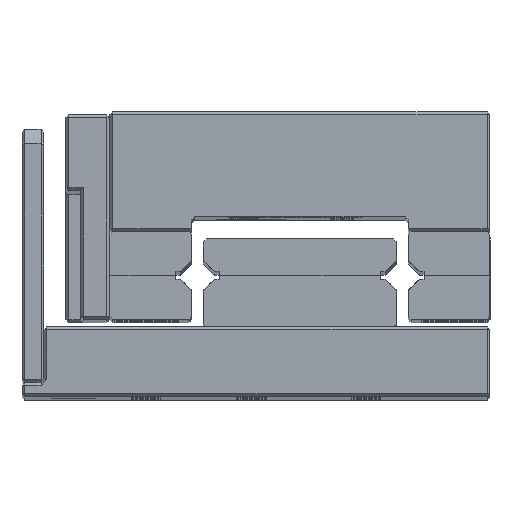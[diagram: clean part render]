
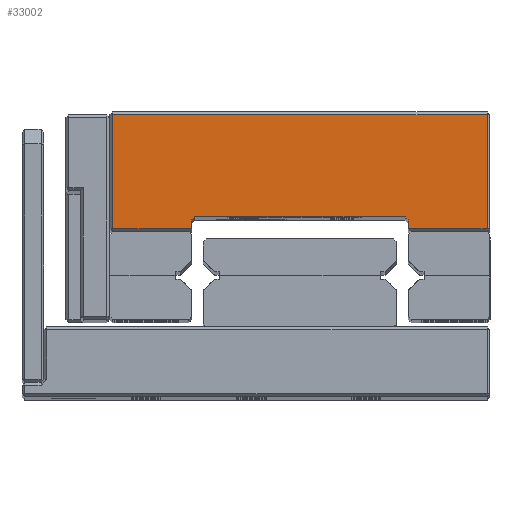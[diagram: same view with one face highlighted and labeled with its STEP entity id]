
A CAD part, top view. The second image highlights one B-rep face of the part: STEP entity #33002.
In plain terms, the highlighted face is planar.
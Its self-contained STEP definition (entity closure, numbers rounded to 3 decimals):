
#683 = LINE ( 'NONE', #20528, #4344 ) ;
#829 = EDGE_CURVE ( 'NONE', #12241, #9779, #28524, .T. ) ;
#1511 = VERTEX_POINT ( 'NONE', #10025 ) ;
#1813 = CARTESIAN_POINT ( 'NONE',  ( 67.5, 8., -12.8 ) ) ;
#3341 = CARTESIAN_POINT ( 'NONE',  ( 67.5, 7.2, 7.4 ) ) ;
#3355 = VECTOR ( 'NONE', #20184, 1000. ) ;
#3437 = LINE ( 'NONE', #12339, #12903 ) ;
#3536 = EDGE_CURVE ( 'NONE', #16743, #9779, #27375, .T. ) ;
#3959 = CARTESIAN_POINT ( 'NONE',  ( 67.5, 8., -13. ) ) ;
#4344 = VECTOR ( 'NONE', #12008, 1000. ) ;
#5081 = VERTEX_POINT ( 'NONE', #25184 ) ;
#5192 = CARTESIAN_POINT ( 'NONE',  ( 67.5, 7.8, -12.8 ) ) ;
#5536 = EDGE_LOOP ( 'NONE', ( #18129, #18180, #23270, #7175, #6988, #14690, #23307, #35832, #21551, #27988 ) ) ;
#6223 = DIRECTION ( 'NONE',  ( 0., 0., 1. ) ) ;
#6842 = CARTESIAN_POINT ( 'NONE',  ( 67.5, 0., -12.8 ) ) ;
#6958 = CARTESIAN_POINT ( 'NONE',  ( 67.5, 10.4, -10.6 ) ) ;
#6988 = ORIENTED_EDGE ( 'NONE', *, *, #17085, .T. ) ;
#7175 = ORIENTED_EDGE ( 'NONE', *, *, #27193, .T. ) ;
#9779 = VERTEX_POINT ( 'NONE', #31318 ) ;
#10025 = CARTESIAN_POINT ( 'NONE',  ( 67.5, 7., -7.2 ) ) ;
#11292 = EDGE_CURVE ( 'NONE', #17312, #24533, #683, .T. ) ;
#12008 = DIRECTION ( 'NONE',  ( 0., 0.707, 0.707 ) ) ;
#12241 = VERTEX_POINT ( 'NONE', #25627 ) ;
#12339 = CARTESIAN_POINT ( 'NONE',  ( 67.5, 7.8, -13. ) ) ;
#12903 = VECTOR ( 'NONE', #6223, 1000. ) ;
#13283 = EDGE_CURVE ( 'NONE', #24533, #33914, #22219, .T. ) ;
#14056 = CARTESIAN_POINT ( 'NONE',  ( 67.5, 7., 7.4 ) ) ;
#14252 = VECTOR ( 'NONE', #35362, 1000. ) ;
#14570 = CARTESIAN_POINT ( 'NONE',  ( 67.5, 7., 7.2 ) ) ;
#14690 = ORIENTED_EDGE ( 'NONE', *, *, #3536, .T. ) ;
#15209 = CARTESIAN_POINT ( 'NONE',  ( 67.5, 7.8, 12.8 ) ) ;
#16548 = VERTEX_POINT ( 'NONE', #15209 ) ;
#16743 = VERTEX_POINT ( 'NONE', #5192 ) ;
#17085 = EDGE_CURVE ( 'NONE', #35648, #16743, #35738, .T. ) ;
#17248 = LINE ( 'NONE', #20212, #22463 ) ;
#17312 = VERTEX_POINT ( 'NONE', #14570 ) ;
#17398 = CARTESIAN_POINT ( 'NONE',  ( 67.5, 7., -7.4 ) ) ;
#17785 = DIRECTION ( 'NONE',  ( 0., -1., 0. ) ) ;
#18129 = ORIENTED_EDGE ( 'NONE', *, *, #13283, .T. ) ;
#18180 = ORIENTED_EDGE ( 'NONE', *, *, #28432, .T. ) ;
#18229 = CARTESIAN_POINT ( 'NONE',  ( 67.5, 7., -7.4 ) ) ;
#18451 = DIRECTION ( 'NONE',  ( 0., -0.707, 0.707 ) ) ;
#18815 = EDGE_CURVE ( 'NONE', #12241, #1511, #21611, .T. ) ;
#20184 = DIRECTION ( 'NONE',  ( 0., 1., 0. ) ) ;
#20212 = CARTESIAN_POINT ( 'NONE',  ( 67.5, 8., 12.8 ) ) ;
#20528 = CARTESIAN_POINT ( 'NONE',  ( 67.5, -2.6, -2.4 ) ) ;
#20840 = LINE ( 'NONE', #18229, #34026 ) ;
#21400 = DIRECTION ( 'NONE',  ( -1., 0., 0. ) ) ;
#21551 = ORIENTED_EDGE ( 'NONE', *, *, #22081, .F. ) ;
#21611 = LINE ( 'NONE', #6958, #33297 ) ;
#21999 = DIRECTION ( 'NONE',  ( 0., 0., 1. ) ) ;
#22081 = EDGE_CURVE ( 'NONE', #17312, #1511, #20840, .T. ) ;
#22219 = LINE ( 'NONE', #14056, #33443 ) ;
#22463 = VECTOR ( 'NONE', #17785, 1000. ) ;
#23270 = ORIENTED_EDGE ( 'NONE', *, *, #35259, .T. ) ;
#23307 = ORIENTED_EDGE ( 'NONE', *, *, #829, .F. ) ;
#23431 = FACE_OUTER_BOUND ( 'NONE', #5536, .T. ) ;
#24533 = VERTEX_POINT ( 'NONE', #3341 ) ;
#25184 = CARTESIAN_POINT ( 'NONE',  ( 67.5, 0., 12.8 ) ) ;
#25627 = CARTESIAN_POINT ( 'NONE',  ( 67.5, 7.2, -7.4 ) ) ;
#27095 = VECTOR ( 'NONE', #33360, 1000. ) ;
#27193 = EDGE_CURVE ( 'NONE', #5081, #35648, #28169, .T. ) ;
#27375 = LINE ( 'NONE', #29976, #32921 ) ;
#27988 = ORIENTED_EDGE ( 'NONE', *, *, #11292, .T. ) ;
#28169 = LINE ( 'NONE', #36147, #27095 ) ;
#28432 = EDGE_CURVE ( 'NONE', #33914, #16548, #3437, .T. ) ;
#28496 = DIRECTION ( 'NONE',  ( 0., 1., 0. ) ) ;
#28524 = LINE ( 'NONE', #17398, #3355 ) ;
#29531 = DIRECTION ( 'NONE',  ( 0., 0., -1. ) ) ;
#29976 = CARTESIAN_POINT ( 'NONE',  ( 67.5, 7.8, -13. ) ) ;
#30342 = CARTESIAN_POINT ( 'NONE',  ( 67.5, 7.8, 7.4 ) ) ;
#31318 = CARTESIAN_POINT ( 'NONE',  ( 67.5, 7.8, -7.4 ) ) ;
#32690 = PLANE ( 'NONE',  #33183 ) ;
#32921 = VECTOR ( 'NONE', #21999, 1000. ) ;
#33002 = ADVANCED_FACE ( 'NONE', ( #23431 ), #32690, .F. ) ;
#33183 = AXIS2_PLACEMENT_3D ( 'NONE', #3959, #21400, #35100 ) ;
#33297 = VECTOR ( 'NONE', #18451, 1000. ) ;
#33360 = DIRECTION ( 'NONE',  ( 0., 0., -1. ) ) ;
#33443 = VECTOR ( 'NONE', #28496, 1000. ) ;
#33914 = VERTEX_POINT ( 'NONE', #30342 ) ;
#34026 = VECTOR ( 'NONE', #29531, 1000. ) ;
#35100 = DIRECTION ( 'NONE',  ( 0., 0., 1. ) ) ;
#35259 = EDGE_CURVE ( 'NONE', #16548, #5081, #17248, .T. ) ;
#35362 = DIRECTION ( 'NONE',  ( 0., 1., 0. ) ) ;
#35648 = VERTEX_POINT ( 'NONE', #6842 ) ;
#35738 = LINE ( 'NONE', #1813, #14252 ) ;
#35832 = ORIENTED_EDGE ( 'NONE', *, *, #18815, .T. ) ;
#36147 = CARTESIAN_POINT ( 'NONE',  ( 67.5, 0., -13. ) ) ;
